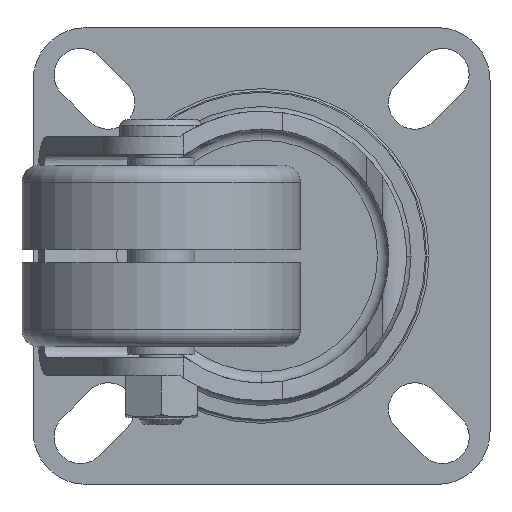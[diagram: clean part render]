
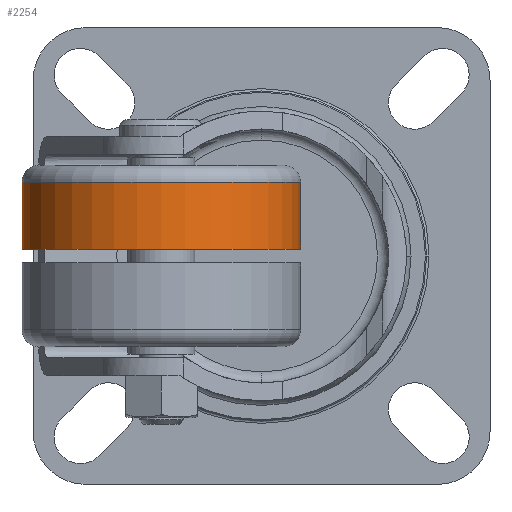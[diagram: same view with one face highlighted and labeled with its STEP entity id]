
A CAD part, front view. The second image highlights one B-rep face of the part: STEP entity #2254.
In plain terms, the highlighted cylindrical face has radius 25 mm (diameter 50 mm), a partial arc.
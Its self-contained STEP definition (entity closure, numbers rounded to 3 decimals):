
#27 = AXIS2_PLACEMENT_3D ( 'NONE', #3040, #3041, #3042 ) ;
#159 = EDGE_LOOP ( 'NONE', ( #2686, #2687, #2684, #2689 ) ) ;
#1028 = VERTEX_POINT ( 'NONE', #1499 ) ;
#1041 = VERTEX_POINT ( 'NONE', #1511 ) ;
#1053 = VERTEX_POINT ( 'NONE', #1523 ) ;
#1058 = VERTEX_POINT ( 'NONE', #1528 ) ;
#1499 = CARTESIAN_POINT ( 'NONE',  ( -43., -53., 13.25 ) ) ;
#1511 = CARTESIAN_POINT ( 'NONE',  ( -43., -53., 1.25 ) ) ;
#1523 = CARTESIAN_POINT ( 'NONE',  ( 7., -53., 13.25 ) ) ;
#1528 = CARTESIAN_POINT ( 'NONE',  ( 7., -53., 1.25 ) ) ;
#1598 = LINE ( 'NONE', #1599, #2801 ) ;
#1599 = CARTESIAN_POINT ( 'NONE',  ( 7., -53., 18.3 ) ) ;
#1600 = DIRECTION ( 'NONE',  ( 0., 0., 1. ) ) ;
#1818 = VECTOR ( 'NONE', #3115, 1000. ) ;
#1903 = EDGE_CURVE ( 'NONE', #1058, #1053, #1598, .T. ) ;
#1992 = CIRCLE ( 'NONE', #3030, 25. ) ;
#2063 = EDGE_CURVE ( 'NONE', #1028, #1053, #1992, .T. ) ;
#2070 = EDGE_CURVE ( 'NONE', #1041, #1058, #2194, .T. ) ;
#2087 = EDGE_CURVE ( 'NONE', #1041, #1028, #3113, .T. ) ;
#2194 = CIRCLE ( 'NONE', #27, 25. ) ;
#2254 = ADVANCED_FACE ( 'NONE', ( #4425 ), #4429, .T. ) ;
#2684 = ORIENTED_EDGE ( 'NONE', *, *, #1903, .T. ) ;
#2686 = ORIENTED_EDGE ( 'NONE', *, *, #2087, .F. ) ;
#2687 = ORIENTED_EDGE ( 'NONE', *, *, #2070, .T. ) ;
#2689 = ORIENTED_EDGE ( 'NONE', *, *, #2063, .F. ) ;
#2801 = VECTOR ( 'NONE', #1600, 1000. ) ;
#2998 = CARTESIAN_POINT ( 'NONE',  ( -18., -53., 13.25 ) ) ;
#2999 = DIRECTION ( 'NONE',  ( 0., 0., 1. ) ) ;
#3000 = DIRECTION ( 'NONE',  ( 1., 0., 0. ) ) ;
#3030 = AXIS2_PLACEMENT_3D ( 'NONE', #2998, #2999, #3000 ) ;
#3040 = CARTESIAN_POINT ( 'NONE',  ( -18., -53., 1.25 ) ) ;
#3041 = DIRECTION ( 'NONE',  ( 0., 0., 1. ) ) ;
#3042 = DIRECTION ( 'NONE',  ( 1., 0., 0. ) ) ;
#3113 = LINE ( 'NONE', #3114, #1818 ) ;
#3114 = CARTESIAN_POINT ( 'NONE',  ( -43., -53., 18.3 ) ) ;
#3115 = DIRECTION ( 'NONE',  ( 0., 0., 1. ) ) ;
#4381 = CARTESIAN_POINT ( 'NONE',  ( -18., -53., 18.3 ) ) ;
#4382 = DIRECTION ( 'NONE',  ( 0., 0., 1. ) ) ;
#4383 = DIRECTION ( 'NONE',  ( 1., 0., 0. ) ) ;
#4425 = FACE_OUTER_BOUND ( 'NONE', #159, .T. ) ;
#4428 = AXIS2_PLACEMENT_3D ( 'NONE', #4381, #4382, #4383 ) ;
#4429 = CYLINDRICAL_SURFACE ( 'NONE', #4428, 25. ) ;
